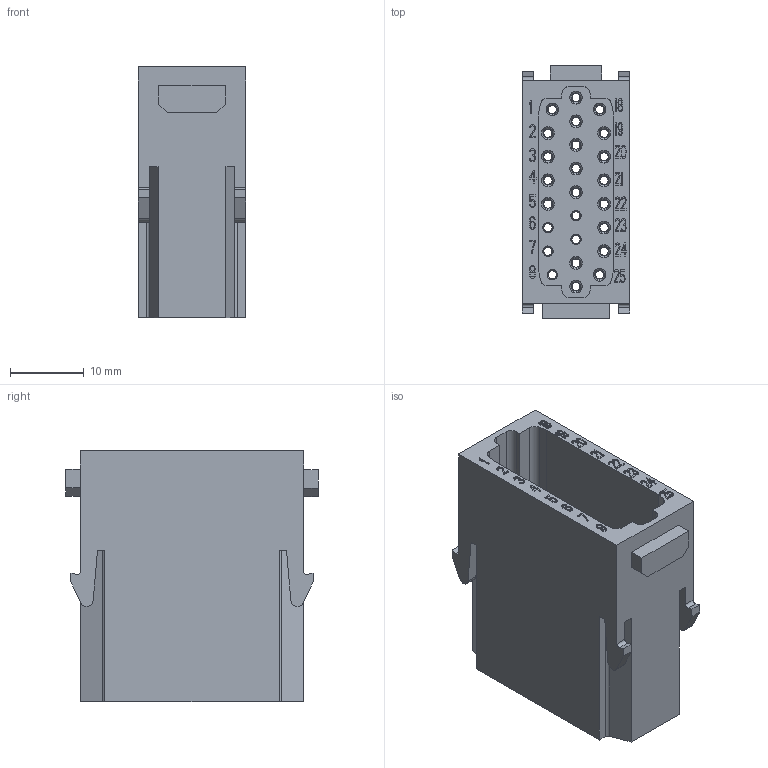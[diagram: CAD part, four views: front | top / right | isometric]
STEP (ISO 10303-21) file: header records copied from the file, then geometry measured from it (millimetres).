
FILE_DESCRIPTION((''),'2;1');
FILE_NAME('HMDS025MB_16','2017-06-16T',('tl.yang'),(''),'PRO/ENGINEER BY PARAMETRIC TECHNOLOGY CORPORATION, 2011500','PRO/ENGINEER BY PARAMETRIC TECHNOLOGY CORPORATION, 2011500','');
FILE_SCHEMA(('CONFIG_CONTROL_DESIGN'));
Products named in the file (1): HMDS025MB_16
Bounding box: 14.6 x 34.2 x 34.1 mm (x, y, z)
Volume: 7088.5 mm3; surface area: 9122.1 mm2
Topology: 1 solids, 1 shells, 2370 faces, 6676 edges, 4424 vertices
Faces by surface type: plane 1521, extrusion 461, cone 210, cylinder 178
Entity records: 78300 total; most frequent: CARTESIAN_POINT 17728, ORIENTED_EDGE 13352, DIRECTION 10907, EDGE_CURVE 6676, VECTOR 5305, LINE 4844, VERTEX_POINT 4424, AXIS2_PLACEMENT_3D 2801
